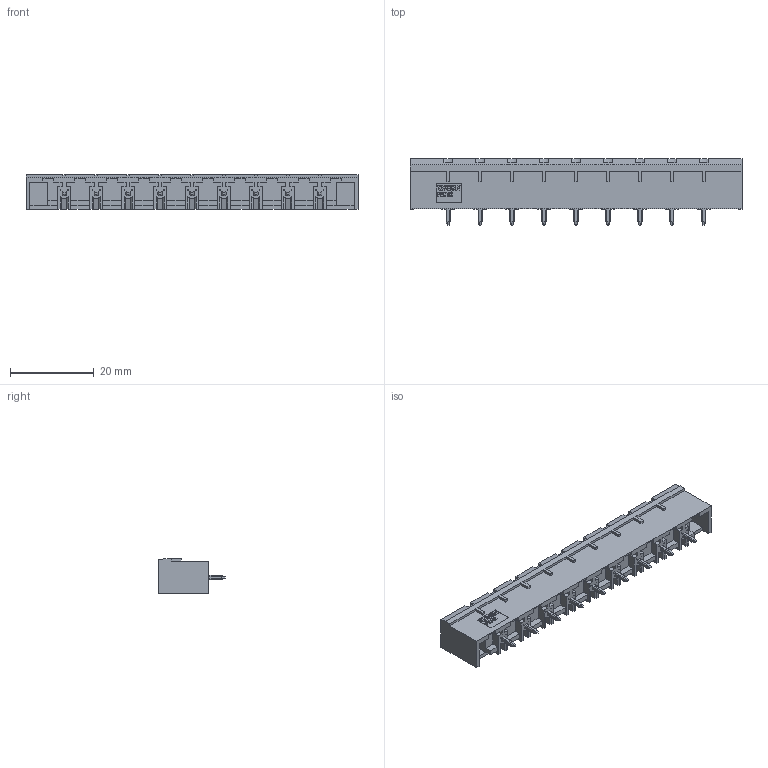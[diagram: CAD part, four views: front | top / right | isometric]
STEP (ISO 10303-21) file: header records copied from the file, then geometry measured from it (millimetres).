
FILE_DESCRIPTION( ('This file contains a STEP AP42 implementation' ,'as created by ZW3D STEP Interface translator.') ,'2;1' );
FILE_NAME( 'PM762-1S09ASM2.stp' ,'231129.115452', (''), ('ZWCAD Software Co.'), 'Version 1.0', 'ZW3D to STEP translator', '' );
FILE_SCHEMA(('AUTOMOTIVE_DESIGN { 1 0 10303 214 1 1 1 1 }'));
Length unit declared in the file: millimetre
Products named in the file (2): 0; PM762-1S09ASM2
Bounding box: 79.16 x 15.9 x 8.3 mm (x, y, z)
Surface area: 5978.8 mm2 (no closed solid volume)
Topology: 0 solids, 3 shells, 1256 faces, 3690 edges, 2382 vertices
Faces by surface type: plane 904, bspline 168, cylinder 153, cone 31
Full cylindrical faces by diameter (mm): 0.562 x1, 1.2 x1
Entity records: 55702 total; most frequent: CARTESIAN_POINT 27132, ORIENTED_EDGE 7304, EDGE_CURVE 3654, DIRECTION 3219, B_SPLINE_CURVE_WITH_KNOTS 2677, VERTEX_POINT 2382, EDGE_LOOP 1398, AXIS2_PLACEMENT_3D 1290
